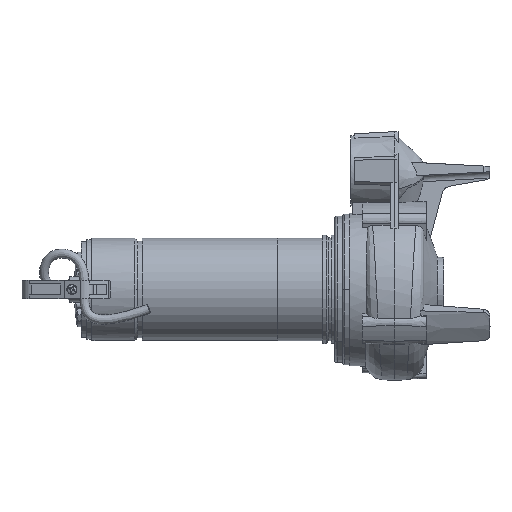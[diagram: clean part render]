
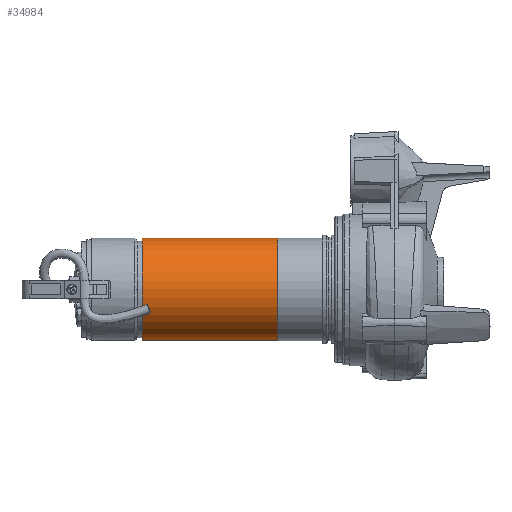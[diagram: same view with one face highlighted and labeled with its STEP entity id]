
A CAD part, left-side view. The second image highlights one B-rep face of the part: STEP entity #34984.
In plain terms, the highlighted cylindrical face has radius 56 mm (diameter 112 mm), a partial arc.
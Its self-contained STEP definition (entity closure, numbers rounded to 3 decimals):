
#320 = CARTESIAN_POINT ( 'NONE',  ( 0., 180., 56. ) ) ;
#1117 = AXIS2_PLACEMENT_3D ( 'NONE', #14844, #11750, #15809 ) ;
#2298 = FACE_OUTER_BOUND ( 'NONE', #40006, .T. ) ;
#3061 = DIRECTION ( 'NONE',  ( 0., -1., 0. ) ) ;
#4789 = CARTESIAN_POINT ( 'NONE',  ( 0., 51., -56. ) ) ;
#6717 = EDGE_CURVE ( 'NONE', #7382, #27133, #11880, .T. ) ;
#7382 = VERTEX_POINT ( 'NONE', #8478 ) ;
#7756 = DIRECTION ( 'NONE',  ( 0., -1., 0. ) ) ;
#8478 = CARTESIAN_POINT ( 'NONE',  ( 0., 200., -56. ) ) ;
#9045 = AXIS2_PLACEMENT_3D ( 'NONE', #9835, #34319, #34943 ) ;
#9835 = CARTESIAN_POINT ( 'NONE',  ( 0., 51., 0. ) ) ;
#11036 = ORIENTED_EDGE ( 'NONE', *, *, #23450, .F. ) ;
#11750 = DIRECTION ( 'NONE',  ( 0., -1., 0. ) ) ;
#11880 = CIRCLE ( 'NONE', #34832, 56. ) ;
#11926 = LINE ( 'NONE', #36825, #28246 ) ;
#13700 = EDGE_CURVE ( 'NONE', #27133, #27616, #25423, .T. ) ;
#14844 = CARTESIAN_POINT ( 'NONE',  ( 0., 180., 0. ) ) ;
#15809 = DIRECTION ( 'NONE',  ( 0., 0., -1. ) ) ;
#19854 = VECTOR ( 'NONE', #35284, 1000. ) ;
#23450 = EDGE_CURVE ( 'NONE', #7382, #24144, #11926, .T. ) ;
#24144 = VERTEX_POINT ( 'NONE', #4789 ) ;
#25073 = CYLINDRICAL_SURFACE ( 'NONE', #1117, 56. ) ;
#25423 = LINE ( 'NONE', #320, #19854 ) ;
#27133 = VERTEX_POINT ( 'NONE', #33370 ) ;
#27616 = VERTEX_POINT ( 'NONE', #31687 ) ;
#28057 = ORIENTED_EDGE ( 'NONE', *, *, #6717, .T. ) ;
#28246 = VECTOR ( 'NONE', #3061, 1000. ) ;
#31687 = CARTESIAN_POINT ( 'NONE',  ( 0., 51., 56. ) ) ;
#32945 = ORIENTED_EDGE ( 'NONE', *, *, #36832, .T. ) ;
#33370 = CARTESIAN_POINT ( 'NONE',  ( 0., 200., 56. ) ) ;
#34319 = DIRECTION ( 'NONE',  ( 0., 1., 0. ) ) ;
#34832 = AXIS2_PLACEMENT_3D ( 'NONE', #35151, #7756, #39071 ) ;
#34943 = DIRECTION ( 'NONE',  ( 0., 0., 1. ) ) ;
#34984 = ADVANCED_FACE ( 'NONE', ( #2298 ), #25073, .T. ) ;
#35151 = CARTESIAN_POINT ( 'NONE',  ( 0., 200., 0. ) ) ;
#35284 = DIRECTION ( 'NONE',  ( 0., -1., 0. ) ) ;
#36825 = CARTESIAN_POINT ( 'NONE',  ( 0., 180., -56. ) ) ;
#36832 = EDGE_CURVE ( 'NONE', #27616, #24144, #38021, .T. ) ;
#38021 = CIRCLE ( 'NONE', #9045, 56. ) ;
#38362 = ORIENTED_EDGE ( 'NONE', *, *, #13700, .T. ) ;
#39071 = DIRECTION ( 'NONE',  ( 0., 0., 1. ) ) ;
#40006 = EDGE_LOOP ( 'NONE', ( #28057, #38362, #32945, #11036 ) ) ;
